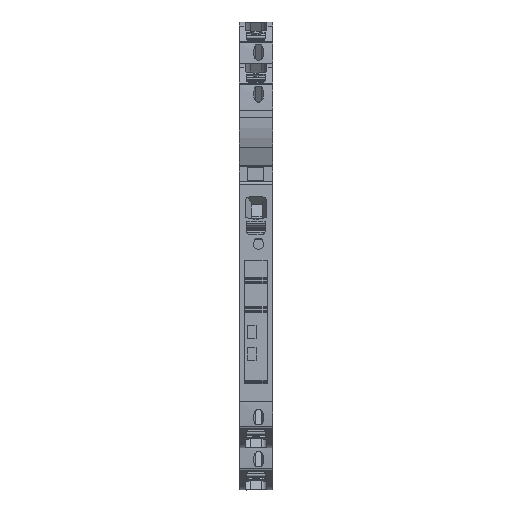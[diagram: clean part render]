
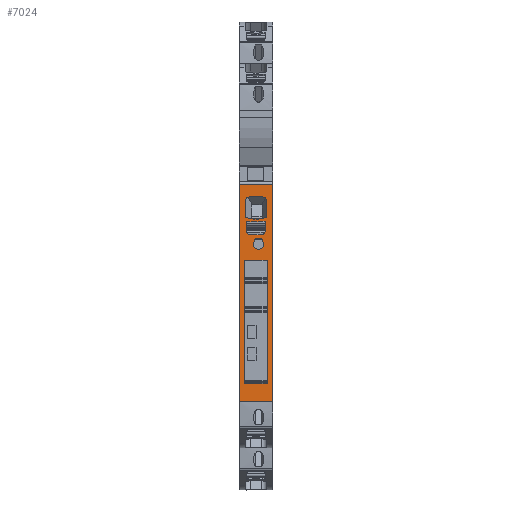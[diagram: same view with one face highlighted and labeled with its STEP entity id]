
A CAD part, top view. The second image highlights one B-rep face of the part: STEP entity #7024.
In plain terms, the highlighted planar face has unit normal (0, 0, 1).
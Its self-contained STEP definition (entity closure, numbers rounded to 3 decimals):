
#1964=AXIS2_PLACEMENT_3D('Plane Axis2P3D',#1961,#1962,#1963) ;
#6851=AXIS2_PLACEMENT_3D('Circle Axis2P3D',#6849,#6850,$) ;
#6865=AXIS2_PLACEMENT_3D('Circle Axis2P3D',#6863,#6864,$) ;
#6886=AXIS2_PLACEMENT_3D('Circle Axis2P3D',#6884,#6885,$) ;
#6917=AXIS2_PLACEMENT_3D('Circle Axis2P3D',#6915,#6916,$) ;
#6931=AXIS2_PLACEMENT_3D('Circle Axis2P3D',#6929,#6930,$) ;
#6945=AXIS2_PLACEMENT_3D('Circle Axis2P3D',#6943,#6944,$) ;
#6974=AXIS2_PLACEMENT_3D('Circle Axis2P3D',#6972,#6973,$) ;
#1418=CARTESIAN_POINT('Vertex',(0.,16.884,62.45)) ;
#1422=CARTESIAN_POINT('Control Point',(0.,58.384,62.45)) ;
#1423=CARTESIAN_POINT('Control Point',(0.,50.084,62.45)) ;
#1424=CARTESIAN_POINT('Control Point',(0.,41.784,62.45)) ;
#1425=CARTESIAN_POINT('Control Point',(0.,33.484,62.45)) ;
#1426=CARTESIAN_POINT('Control Point',(0.,25.184,62.45)) ;
#1427=CARTESIAN_POINT('Control Point',(0.,16.884,62.45)) ;
#1428=CARTESIAN_POINT('Vertex',(0.,58.384,62.45)) ;
#1961=CARTESIAN_POINT('Axis2P3D Location',(3.21,0.884,62.45)) ;
#6748=CARTESIAN_POINT('Vertex',(6.4,16.884,62.45)) ;
#6751=CARTESIAN_POINT('Line Origine',(3.81,16.884,62.45)) ;
#6822=CARTESIAN_POINT('Line Origine',(6.4,37.634,62.45)) ;
#6826=CARTESIAN_POINT('Vertex',(6.4,58.384,62.45)) ;
#6829=CARTESIAN_POINT('Line Origine',(3.2,58.384,62.45)) ;
#6840=CARTESIAN_POINT('Line Origine',(5.015,50.399,62.45)) ;
#6844=CARTESIAN_POINT('Vertex',(5.015,49.524,62.45)) ;
#6846=CARTESIAN_POINT('Vertex',(5.015,51.274,62.45)) ;
#6849=CARTESIAN_POINT('Axis2P3D Location',(4.215,49.524,62.45)) ;
#6853=CARTESIAN_POINT('Vertex',(4.215,48.724,62.45)) ;
#6856=CARTESIAN_POINT('Line Origine',(3.165,48.724,62.45)) ;
#6860=CARTESIAN_POINT('Vertex',(2.115,48.724,62.45)) ;
#6863=CARTESIAN_POINT('Axis2P3D Location',(2.115,49.524,62.45)) ;
#6867=CARTESIAN_POINT('Vertex',(1.315,49.524,62.45)) ;
#6870=CARTESIAN_POINT('Line Origine',(1.315,50.399,62.45)) ;
#6874=CARTESIAN_POINT('Vertex',(1.315,51.274,62.45)) ;
#6877=CARTESIAN_POINT('Line Origine',(1.573,51.274,62.45)) ;
#6881=CARTESIAN_POINT('Vertex',(1.832,51.274,62.45)) ;
#6884=CARTESIAN_POINT('Axis2P3D Location',(3.165,57.143,62.45)) ;
#6888=CARTESIAN_POINT('Vertex',(4.498,51.274,62.45)) ;
#6891=CARTESIAN_POINT('Line Origine',(4.757,51.274,62.45)) ;
#6906=CARTESIAN_POINT('Line Origine',(5.3,53.508,62.45)) ;
#6910=CARTESIAN_POINT('Vertex',(5.3,52.057,62.45)) ;
#6912=CARTESIAN_POINT('Vertex',(5.3,54.959,62.45)) ;
#6915=CARTESIAN_POINT('Axis2P3D Location',(3.165,57.664,62.45)) ;
#6919=CARTESIAN_POINT('Vertex',(1.1,52.031,62.45)) ;
#6922=CARTESIAN_POINT('Line Origine',(1.1,53.495,62.45)) ;
#6926=CARTESIAN_POINT('Vertex',(1.1,54.959,62.45)) ;
#6929=CARTESIAN_POINT('Axis2P3D Location',(2.1,54.959,62.45)) ;
#6933=CARTESIAN_POINT('Vertex',(2.1,55.959,62.45)) ;
#6936=CARTESIAN_POINT('Line Origine',(3.2,55.959,62.45)) ;
#6940=CARTESIAN_POINT('Vertex',(4.3,55.959,62.45)) ;
#6943=CARTESIAN_POINT('Axis2P3D Location',(4.3,54.959,62.45)) ;
#6956=CARTESIAN_POINT('Line Origine',(3.69,47.894,62.45)) ;
#6960=CARTESIAN_POINT('Vertex',(4.34,47.894,62.45)) ;
#6962=CARTESIAN_POINT('Vertex',(3.04,47.894,62.45)) ;
#6965=CARTESIAN_POINT('Line Origine',(4.472,47.597,62.45)) ;
#6969=CARTESIAN_POINT('Vertex',(4.604,47.3,62.45)) ;
#6972=CARTESIAN_POINT('Axis2P3D Location',(3.69,46.894,62.45)) ;
#6976=CARTESIAN_POINT('Vertex',(2.776,47.3,62.45)) ;
#6979=CARTESIAN_POINT('Line Origine',(2.908,47.597,62.45)) ;
#6990=CARTESIAN_POINT('Line Origine',(3.17,20.234,62.45)) ;
#6994=CARTESIAN_POINT('Vertex',(1.02,20.234,62.45)) ;
#6996=CARTESIAN_POINT('Vertex',(5.32,20.234,62.45)) ;
#6999=CARTESIAN_POINT('Line Origine',(1.02,32.04,62.45)) ;
#7003=CARTESIAN_POINT('Vertex',(1.02,43.847,62.45)) ;
#7006=CARTESIAN_POINT('Line Origine',(3.17,43.847,62.45)) ;
#7010=CARTESIAN_POINT('Vertex',(5.32,43.847,62.45)) ;
#7013=CARTESIAN_POINT('Line Origine',(5.32,32.04,62.45)) ;
#1962=DIRECTION('Axis2P3D Direction',(0.,0.,1.)) ;
#1963=DIRECTION('Axis2P3D XDirection',(0.,1.,0.)) ;
#6752=DIRECTION('Vector Direction',(-1.,0.,0.)) ;
#6823=DIRECTION('Vector Direction',(0.,1.,0.)) ;
#6830=DIRECTION('Vector Direction',(-1.,0.,0.)) ;
#6841=DIRECTION('Vector Direction',(0.,1.,0.)) ;
#6850=DIRECTION('Axis2P3D Direction',(0.,0.,1.)) ;
#6857=DIRECTION('Vector Direction',(-1.,0.,0.)) ;
#6864=DIRECTION('Axis2P3D Direction',(0.,0.,1.)) ;
#6871=DIRECTION('Vector Direction',(0.,-1.,0.)) ;
#6878=DIRECTION('Vector Direction',(-1.,0.,0.)) ;
#6885=DIRECTION('Axis2P3D Direction',(0.,0.,1.)) ;
#6892=DIRECTION('Vector Direction',(-1.,0.,0.)) ;
#6907=DIRECTION('Vector Direction',(0.,1.,0.)) ;
#6916=DIRECTION('Axis2P3D Direction',(0.,0.,1.)) ;
#6923=DIRECTION('Vector Direction',(0.,-1.,0.)) ;
#6930=DIRECTION('Axis2P3D Direction',(0.,0.,1.)) ;
#6937=DIRECTION('Vector Direction',(-1.,0.,0.)) ;
#6944=DIRECTION('Axis2P3D Direction',(0.,0.,1.)) ;
#6957=DIRECTION('Vector Direction',(-1.,0.,0.)) ;
#6966=DIRECTION('Vector Direction',(-0.406,0.914,0.)) ;
#6973=DIRECTION('Axis2P3D Direction',(0.,0.,1.)) ;
#6980=DIRECTION('Vector Direction',(-0.406,-0.914,0.)) ;
#6991=DIRECTION('Vector Direction',(1.,0.,0.)) ;
#7000=DIRECTION('Vector Direction',(0.,1.,0.)) ;
#7007=DIRECTION('Vector Direction',(-1.,0.,0.)) ;
#7014=DIRECTION('Vector Direction',(0.,1.,0.)) ;
#6753=VECTOR('Line Direction',#6752,1.) ;
#6824=VECTOR('Line Direction',#6823,1.) ;
#6831=VECTOR('Line Direction',#6830,1.) ;
#6842=VECTOR('Line Direction',#6841,1.) ;
#6858=VECTOR('Line Direction',#6857,1.) ;
#6872=VECTOR('Line Direction',#6871,1.) ;
#6879=VECTOR('Line Direction',#6878,1.) ;
#6893=VECTOR('Line Direction',#6892,1.) ;
#6908=VECTOR('Line Direction',#6907,1.) ;
#6924=VECTOR('Line Direction',#6923,1.) ;
#6938=VECTOR('Line Direction',#6937,1.) ;
#6958=VECTOR('Line Direction',#6957,1.) ;
#6967=VECTOR('Line Direction',#6966,1.) ;
#6981=VECTOR('Line Direction',#6980,1.) ;
#6992=VECTOR('Line Direction',#6991,1.) ;
#7001=VECTOR('Line Direction',#7000,1.) ;
#7008=VECTOR('Line Direction',#7007,1.) ;
#7015=VECTOR('Line Direction',#7014,1.) ;
#6835=ORIENTED_EDGE('',*,*,#6755,.T.) ;
#6836=ORIENTED_EDGE('',*,*,#6828,.T.) ;
#6837=ORIENTED_EDGE('',*,*,#6833,.F.) ;
#6838=ORIENTED_EDGE('',*,*,#1430,.F.) ;
#6897=ORIENTED_EDGE('',*,*,#6848,.F.) ;
#6898=ORIENTED_EDGE('',*,*,#6855,.T.) ;
#6899=ORIENTED_EDGE('',*,*,#6862,.T.) ;
#6900=ORIENTED_EDGE('',*,*,#6869,.T.) ;
#6901=ORIENTED_EDGE('',*,*,#6876,.F.) ;
#6902=ORIENTED_EDGE('',*,*,#6883,.F.) ;
#6903=ORIENTED_EDGE('',*,*,#6890,.T.) ;
#6904=ORIENTED_EDGE('',*,*,#6895,.F.) ;
#6949=ORIENTED_EDGE('',*,*,#6914,.F.) ;
#6950=ORIENTED_EDGE('',*,*,#6921,.F.) ;
#6951=ORIENTED_EDGE('',*,*,#6928,.F.) ;
#6952=ORIENTED_EDGE('',*,*,#6935,.F.) ;
#6953=ORIENTED_EDGE('',*,*,#6942,.T.) ;
#6954=ORIENTED_EDGE('',*,*,#6947,.F.) ;
#6985=ORIENTED_EDGE('',*,*,#6964,.F.) ;
#6986=ORIENTED_EDGE('',*,*,#6971,.F.) ;
#6987=ORIENTED_EDGE('',*,*,#6978,.T.) ;
#6988=ORIENTED_EDGE('',*,*,#6983,.F.) ;
#7019=ORIENTED_EDGE('',*,*,#6998,.F.) ;
#7020=ORIENTED_EDGE('',*,*,#7005,.T.) ;
#7021=ORIENTED_EDGE('',*,*,#7012,.T.) ;
#7022=ORIENTED_EDGE('',*,*,#7017,.F.) ;
#6905=FACE_BOUND('',#6896,.T.) ;
#6955=FACE_BOUND('',#6948,.T.) ;
#6989=FACE_BOUND('',#6984,.T.) ;
#7023=FACE_BOUND('',#7018,.T.) ;
#7024=ADVANCED_FACE('Termseries',(#6839,#6905,#6955,#6989,#7023),#1965,.T.) ;
#1421=B_SPLINE_CURVE_WITH_KNOTS('',5,(#1422,#1423,#1424,#1425,#1426,#1427),.UNSPECIFIED.,.F.,.U.,(6,6),(0.,41.5),.UNSPECIFIED.) ;
#6852=CIRCLE('generated circle',#6851,0.8) ;
#6866=CIRCLE('generated circle',#6865,0.8) ;
#6887=CIRCLE('generated circle',#6886,6.018) ;
#6918=CIRCLE('generated circle',#6917,6.) ;
#6932=CIRCLE('generated circle',#6931,1.) ;
#6946=CIRCLE('generated circle',#6945,1.) ;
#6975=CIRCLE('generated circle',#6974,1.) ;
#1430=EDGE_CURVE('',#1419,#1429,#1421,.F.) ;
#6755=EDGE_CURVE('',#1419,#6749,#6754,.F.) ;
#6828=EDGE_CURVE('',#6749,#6827,#6825,.T.) ;
#6833=EDGE_CURVE('',#1429,#6827,#6832,.F.) ;
#6848=EDGE_CURVE('',#6845,#6847,#6843,.T.) ;
#6855=EDGE_CURVE('',#6845,#6854,#6852,.F.) ;
#6862=EDGE_CURVE('',#6854,#6861,#6859,.T.) ;
#6869=EDGE_CURVE('',#6861,#6868,#6866,.F.) ;
#6876=EDGE_CURVE('',#6875,#6868,#6873,.T.) ;
#6883=EDGE_CURVE('',#6882,#6875,#6880,.T.) ;
#6890=EDGE_CURVE('',#6882,#6889,#6887,.T.) ;
#6895=EDGE_CURVE('',#6847,#6889,#6894,.T.) ;
#6914=EDGE_CURVE('',#6911,#6913,#6909,.T.) ;
#6921=EDGE_CURVE('',#6920,#6911,#6918,.T.) ;
#6928=EDGE_CURVE('',#6927,#6920,#6925,.T.) ;
#6935=EDGE_CURVE('',#6934,#6927,#6932,.T.) ;
#6942=EDGE_CURVE('',#6934,#6941,#6939,.F.) ;
#6947=EDGE_CURVE('',#6913,#6941,#6946,.T.) ;
#6964=EDGE_CURVE('',#6961,#6963,#6959,.T.) ;
#6971=EDGE_CURVE('',#6970,#6961,#6968,.T.) ;
#6978=EDGE_CURVE('',#6970,#6977,#6975,.F.) ;
#6983=EDGE_CURVE('',#6963,#6977,#6982,.T.) ;
#6998=EDGE_CURVE('',#6995,#6997,#6993,.T.) ;
#7005=EDGE_CURVE('',#6995,#7004,#7002,.T.) ;
#7012=EDGE_CURVE('',#7004,#7011,#7009,.F.) ;
#7017=EDGE_CURVE('',#6997,#7011,#7016,.T.) ;
#6834=EDGE_LOOP('',(#6835,#6836,#6837,#6838)) ;
#6896=EDGE_LOOP('',(#6897,#6898,#6899,#6900,#6901,#6902,#6903,#6904)) ;
#6948=EDGE_LOOP('',(#6949,#6950,#6951,#6952,#6953,#6954)) ;
#6984=EDGE_LOOP('',(#6985,#6986,#6987,#6988)) ;
#7018=EDGE_LOOP('',(#7019,#7020,#7021,#7022)) ;
#6839=FACE_OUTER_BOUND('',#6834,.T.) ;
#6754=LINE('Line',#6751,#6753) ;
#6825=LINE('Line',#6822,#6824) ;
#6832=LINE('Line',#6829,#6831) ;
#6843=LINE('Line',#6840,#6842) ;
#6859=LINE('Line',#6856,#6858) ;
#6873=LINE('Line',#6870,#6872) ;
#6880=LINE('Line',#6877,#6879) ;
#6894=LINE('Line',#6891,#6893) ;
#6909=LINE('Line',#6906,#6908) ;
#6925=LINE('Line',#6922,#6924) ;
#6939=LINE('Line',#6936,#6938) ;
#6959=LINE('Line',#6956,#6958) ;
#6968=LINE('Line',#6965,#6967) ;
#6982=LINE('Line',#6979,#6981) ;
#6993=LINE('Line',#6990,#6992) ;
#7002=LINE('Line',#6999,#7001) ;
#7009=LINE('Line',#7006,#7008) ;
#7016=LINE('Line',#7013,#7015) ;
#1965=PLANE('',#1964) ;
#1419=VERTEX_POINT('',#1418) ;
#1429=VERTEX_POINT('',#1428) ;
#6749=VERTEX_POINT('',#6748) ;
#6827=VERTEX_POINT('',#6826) ;
#6845=VERTEX_POINT('',#6844) ;
#6847=VERTEX_POINT('',#6846) ;
#6854=VERTEX_POINT('',#6853) ;
#6861=VERTEX_POINT('',#6860) ;
#6868=VERTEX_POINT('',#6867) ;
#6875=VERTEX_POINT('',#6874) ;
#6882=VERTEX_POINT('',#6881) ;
#6889=VERTEX_POINT('',#6888) ;
#6911=VERTEX_POINT('',#6910) ;
#6913=VERTEX_POINT('',#6912) ;
#6920=VERTEX_POINT('',#6919) ;
#6927=VERTEX_POINT('',#6926) ;
#6934=VERTEX_POINT('',#6933) ;
#6941=VERTEX_POINT('',#6940) ;
#6961=VERTEX_POINT('',#6960) ;
#6963=VERTEX_POINT('',#6962) ;
#6970=VERTEX_POINT('',#6969) ;
#6977=VERTEX_POINT('',#6976) ;
#6995=VERTEX_POINT('',#6994) ;
#6997=VERTEX_POINT('',#6996) ;
#7004=VERTEX_POINT('',#7003) ;
#7011=VERTEX_POINT('',#7010) ;
